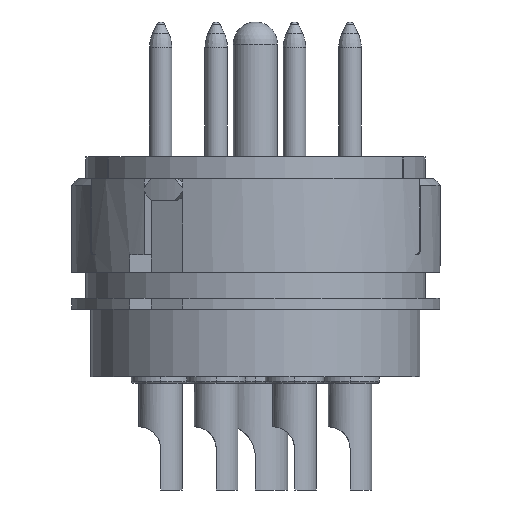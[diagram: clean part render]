
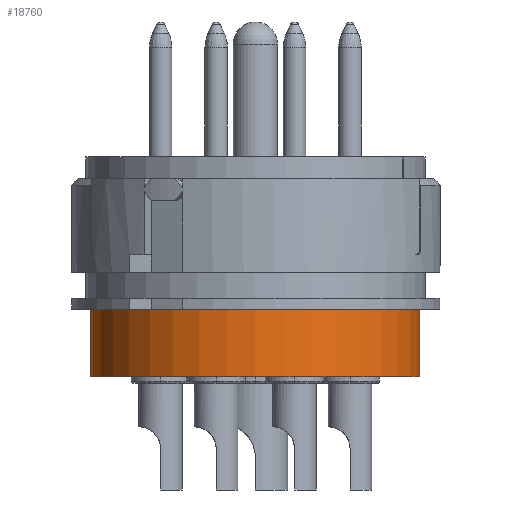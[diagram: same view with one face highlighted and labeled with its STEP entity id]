
A CAD part, left-side view. The second image highlights one B-rep face of the part: STEP entity #18760.
In plain terms, the highlighted cylindrical face has radius 7.55 mm (diameter 15.1 mm), a partial arc.
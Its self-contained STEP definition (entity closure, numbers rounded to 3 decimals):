
#1415=DIRECTION('',(0.,0.,-1.));
#1416=VECTOR('',#1415,3.1);
#1417=CARTESIAN_POINT('',(0.,-7.55,-2.5));
#1418=LINE('',#1417,#1416);
#1419=DIRECTION('',(0.,0.,-1.));
#1420=VECTOR('',#1419,3.1);
#1421=CARTESIAN_POINT('',(0.,7.55,-2.5));
#1422=LINE('',#1421,#1420);
#1423=CARTESIAN_POINT('',(0.,0.,-2.5));
#1424=DIRECTION('',(0.,0.,-1.));
#1425=DIRECTION('',(0.,-1.,0.));
#1426=AXIS2_PLACEMENT_3D('',#1423,#1424,#1425);
#1428=CARTESIAN_POINT('',(0.,0.,-5.6));
#1429=DIRECTION('',(0.,0.,-1.));
#1430=DIRECTION('',(0.,-1.,0.));
#1431=AXIS2_PLACEMENT_3D('',#1428,#1429,#1430);
#13015=CARTESIAN_POINT('',(0.,-7.55,-2.5));
#13016=CARTESIAN_POINT('',(0.,-7.55,-5.6));
#13017=VERTEX_POINT('',#13015);
#13018=VERTEX_POINT('',#13016);
#13019=CARTESIAN_POINT('',(0.,7.55,-2.5));
#13020=CARTESIAN_POINT('',(0.,7.55,-5.6));
#13021=VERTEX_POINT('',#13019);
#13022=VERTEX_POINT('',#13020);
#18748=CARTESIAN_POINT('',(0.,0.,-6.105));
#18749=DIRECTION('',(0.,0.,1.));
#18750=DIRECTION('',(0.,1.,0.));
#18751=AXIS2_PLACEMENT_3D('',#18748,#18749,#18750);
#18752=CYLINDRICAL_SURFACE('',#18751,7.55);
#18753=ORIENTED_EDGE('',*,*,#18738,.T.);
#18755=ORIENTED_EDGE('',*,*,#18754,.T.);
#18756=ORIENTED_EDGE('',*,*,#18741,.F.);
#18757=ORIENTED_EDGE('',*,*,#18585,.F.);
#18758=EDGE_LOOP('',(#18753,#18755,#18756,#18757));
#18759=FACE_OUTER_BOUND('',#18758,.F.);
#1427=CIRCLE('',#1426,7.55);
#1432=CIRCLE('',#1431,7.55);
#18585=EDGE_CURVE('',#13017,#13021,#1427,.T.);
#18738=EDGE_CURVE('',#13017,#13018,#1418,.T.);
#18741=EDGE_CURVE('',#13021,#13022,#1422,.T.);
#18754=EDGE_CURVE('',#13018,#13022,#1432,.T.);
#18760=ADVANCED_FACE('',(#18759),#18752,.T.);
